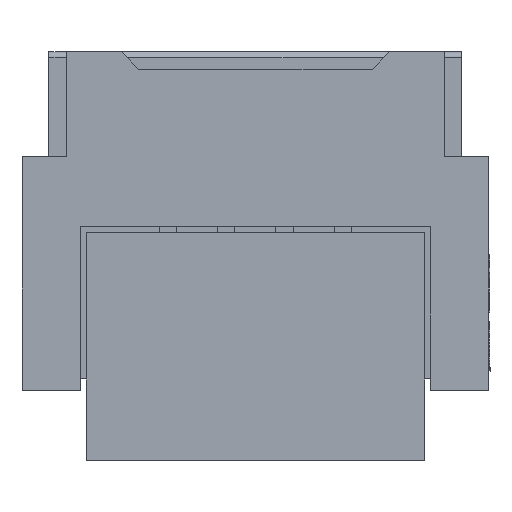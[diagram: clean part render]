
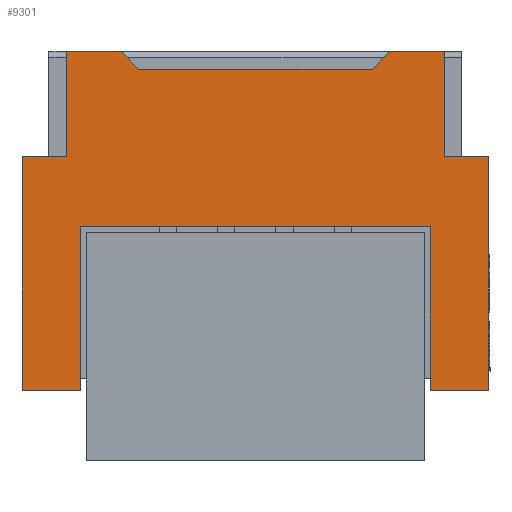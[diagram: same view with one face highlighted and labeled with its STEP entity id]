
A CAD part, top view. The second image highlights one B-rep face of the part: STEP entity #9301.
In plain terms, the highlighted planar face has unit normal (0, 0, 1).
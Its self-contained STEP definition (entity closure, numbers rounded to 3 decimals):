
#53 = CARTESIAN_POINT ( 'NONE',  ( 1.15, 1.75, 1. ) ) ;
#96 = EDGE_CURVE ( 'NONE', #13801, #6282, #13352, .T. ) ;
#171 = CARTESIAN_POINT ( 'NONE',  ( 2., 0.85, 1. ) ) ;
#450 = EDGE_CURVE ( 'NONE', #2186, #13801, #18249, .T. ) ;
#451 = DIRECTION ( 'NONE',  ( 0., -1., 0. ) ) ;
#556 = CARTESIAN_POINT ( 'NONE',  ( 1.62, 0.85, 1. ) ) ;
#568 = VECTOR ( 'NONE', #18601, 1000. ) ;
#757 = VECTOR ( 'NONE', #21091, 1000. ) ;
#1004 = LINE ( 'NONE', #4512, #12650 ) ;
#1054 = DIRECTION ( 'NONE',  ( -1., 0., 0. ) ) ;
#1075 = LINE ( 'NONE', #17445, #15147 ) ;
#1090 = LINE ( 'NONE', #4591, #1901 ) ;
#1237 = LINE ( 'NONE', #20668, #3464 ) ;
#1526 = EDGE_CURVE ( 'NONE', #16999, #11350, #1004, .T. ) ;
#1596 = VECTOR ( 'NONE', #19174, 1000. ) ;
#1759 = EDGE_CURVE ( 'NONE', #4097, #18019, #1090, .T. ) ;
#1901 = VECTOR ( 'NONE', #17678, 1000. ) ;
#2186 = VERTEX_POINT ( 'NONE', #7106 ) ;
#2423 = EDGE_CURVE ( 'NONE', #16844, #15052, #19143, .T. ) ;
#2971 = VERTEX_POINT ( 'NONE', #10783 ) ;
#2980 = CARTESIAN_POINT ( 'NONE',  ( -1.5, -1.15, 1. ) ) ;
#3178 = CARTESIAN_POINT ( 'NONE',  ( 1.62, 1.75, 1. ) ) ;
#3194 = ORIENTED_EDGE ( 'NONE', *, *, #18398, .T. ) ;
#3464 = VECTOR ( 'NONE', #18925, 1000. ) ;
#3521 = DIRECTION ( 'NONE',  ( 0., 1., 0. ) ) ;
#3642 = DIRECTION ( 'NONE',  ( -0.707, 0.707, 0. ) ) ;
#3821 = VERTEX_POINT ( 'NONE', #20931 ) ;
#4097 = VERTEX_POINT ( 'NONE', #3178 ) ;
#4219 = VECTOR ( 'NONE', #16215, 1000. ) ;
#4292 = CARTESIAN_POINT ( 'NONE',  ( -1.62, 0.85, 1. ) ) ;
#4306 = ORIENTED_EDGE ( 'NONE', *, *, #13196, .F. ) ;
#4325 = CARTESIAN_POINT ( 'NONE',  ( -1.15, 1.75, 1. ) ) ;
#4436 = EDGE_CURVE ( 'NONE', #15052, #16999, #14182, .T. ) ;
#4512 = CARTESIAN_POINT ( 'NONE',  ( 2., -1.15, 1. ) ) ;
#4591 = CARTESIAN_POINT ( 'NONE',  ( 2., 1.75, 1. ) ) ;
#4786 = EDGE_CURVE ( 'NONE', #18019, #13637, #21198, .T. ) ;
#5094 = CARTESIAN_POINT ( 'NONE',  ( 1.5, 0.25, 1. ) ) ;
#5628 = CARTESIAN_POINT ( 'NONE',  ( -1.5, 0.25, 1. ) ) ;
#5917 = VERTEX_POINT ( 'NONE', #9691 ) ;
#5949 = ORIENTED_EDGE ( 'NONE', *, *, #15249, .T. ) ;
#5964 = CARTESIAN_POINT ( 'NONE',  ( -1.62, 1.75, 1. ) ) ;
#5977 = LINE ( 'NONE', #14529, #18898 ) ;
#6042 = ORIENTED_EDGE ( 'NONE', *, *, #15225, .F. ) ;
#6104 = ORIENTED_EDGE ( 'NONE', *, *, #4786, .T. ) ;
#6238 = CARTESIAN_POINT ( 'NONE',  ( -0.15, 0.45, 1. ) ) ;
#6282 = VERTEX_POINT ( 'NONE', #5628 ) ;
#6593 = CARTESIAN_POINT ( 'NONE',  ( -2., -1.15, 1. ) ) ;
#7043 = ORIENTED_EDGE ( 'NONE', *, *, #15112, .F. ) ;
#7106 = CARTESIAN_POINT ( 'NONE',  ( 1.5, -1.15, 1. ) ) ;
#7372 = FACE_OUTER_BOUND ( 'NONE', #20872, .T. ) ;
#7751 = DIRECTION ( 'NONE',  ( 1., 0., 0. ) ) ;
#8136 = DIRECTION ( 'NONE',  ( 1., 0., 0. ) ) ;
#8222 = VECTOR ( 'NONE', #3642, 1000. ) ;
#8249 = CARTESIAN_POINT ( 'NONE',  ( 0.15, 0.45, 1. ) ) ;
#8312 = VERTEX_POINT ( 'NONE', #171 ) ;
#8428 = CARTESIAN_POINT ( 'NONE',  ( 1.5, 0.3, 1. ) ) ;
#8613 = LINE ( 'NONE', #11648, #13482 ) ;
#9253 = VECTOR ( 'NONE', #8136, 1000. ) ;
#9301 = ADVANCED_FACE ( 'NONE', ( #7372 ), #10341, .T. ) ;
#9691 = CARTESIAN_POINT ( 'NONE',  ( -1.62, 1.75, 1. ) ) ;
#9694 = ORIENTED_EDGE ( 'NONE', *, *, #4436, .T. ) ;
#10213 = CARTESIAN_POINT ( 'NONE',  ( 1., 1.6, 1. ) ) ;
#10341 = PLANE ( 'NONE',  #12029 ) ;
#10429 = ORIENTED_EDGE ( 'NONE', *, *, #13630, .T. ) ;
#10466 = VECTOR ( 'NONE', #10918, 1000. ) ;
#10783 = CARTESIAN_POINT ( 'NONE',  ( 2., -1.15, 1. ) ) ;
#10918 = DIRECTION ( 'NONE',  ( -1., 0., 0. ) ) ;
#11350 = VERTEX_POINT ( 'NONE', #2980 ) ;
#11648 = CARTESIAN_POINT ( 'NONE',  ( -1.5, -2.55, 1. ) ) ;
#11919 = LINE ( 'NONE', #8249, #8222 ) ;
#11940 = EDGE_CURVE ( 'NONE', #16844, #5917, #20807, .T. ) ;
#12029 = AXIS2_PLACEMENT_3D ( 'NONE', #16026, #19184, #1054 ) ;
#12105 = EDGE_CURVE ( 'NONE', #2186, #2971, #16748, .T. ) ;
#12240 = CARTESIAN_POINT ( 'NONE',  ( 2., -1.15, 1. ) ) ;
#12349 = CARTESIAN_POINT ( 'NONE',  ( 1., 1.6, 1. ) ) ;
#12518 = DIRECTION ( 'NONE',  ( -1., 0., 0. ) ) ;
#12650 = VECTOR ( 'NONE', #7751, 1000. ) ;
#13196 = EDGE_CURVE ( 'NONE', #6282, #11350, #8613, .T. ) ;
#13352 = LINE ( 'NONE', #5094, #19677 ) ;
#13482 = VECTOR ( 'NONE', #451, 1000. ) ;
#13630 = EDGE_CURVE ( 'NONE', #19151, #4097, #1237, .T. ) ;
#13637 = VERTEX_POINT ( 'NONE', #12349 ) ;
#13704 = ORIENTED_EDGE ( 'NONE', *, *, #11940, .F. ) ;
#13801 = VERTEX_POINT ( 'NONE', #19569 ) ;
#13846 = ORIENTED_EDGE ( 'NONE', *, *, #96, .F. ) ;
#14182 = LINE ( 'NONE', #17814, #4219 ) ;
#14306 = CARTESIAN_POINT ( 'NONE',  ( -2., 0.85, 1. ) ) ;
#14529 = CARTESIAN_POINT ( 'NONE',  ( 1.62, 0.85, 1. ) ) ;
#15036 = LINE ( 'NONE', #10213, #9253 ) ;
#15052 = VERTEX_POINT ( 'NONE', #14306 ) ;
#15112 = EDGE_CURVE ( 'NONE', #19151, #8312, #5977, .T. ) ;
#15145 = VECTOR ( 'NONE', #3521, 1000. ) ;
#15147 = VECTOR ( 'NONE', #12518, 1000. ) ;
#15225 = EDGE_CURVE ( 'NONE', #3821, #13637, #15036, .T. ) ;
#15249 = EDGE_CURVE ( 'NONE', #3821, #20605, #11919, .T. ) ;
#15450 = ORIENTED_EDGE ( 'NONE', *, *, #450, .F. ) ;
#15482 = CARTESIAN_POINT ( 'NONE',  ( -1.62, 0.85, 1. ) ) ;
#15723 = ORIENTED_EDGE ( 'NONE', *, *, #1759, .T. ) ;
#16026 = CARTESIAN_POINT ( 'NONE',  ( 0., 0.3, 1. ) ) ;
#16215 = DIRECTION ( 'NONE',  ( 0., -1., 0. ) ) ;
#16246 = DIRECTION ( 'NONE',  ( 1., 0., 0. ) ) ;
#16748 = LINE ( 'NONE', #16846, #568 ) ;
#16768 = DIRECTION ( 'NONE',  ( -1., 0., 0. ) ) ;
#16844 = VERTEX_POINT ( 'NONE', #15482 ) ;
#16846 = CARTESIAN_POINT ( 'NONE',  ( 2., -1.15, 1. ) ) ;
#16903 = ORIENTED_EDGE ( 'NONE', *, *, #19789, .T. ) ;
#16999 = VERTEX_POINT ( 'NONE', #6593 ) ;
#17445 = CARTESIAN_POINT ( 'NONE',  ( 2., 1.75, 1. ) ) ;
#17678 = DIRECTION ( 'NONE',  ( -1., 0., 0. ) ) ;
#17814 = CARTESIAN_POINT ( 'NONE',  ( -2., -1.15, 1. ) ) ;
#18019 = VERTEX_POINT ( 'NONE', #53 ) ;
#18085 = DIRECTION ( 'NONE',  ( 0., 1., 0. ) ) ;
#18249 = LINE ( 'NONE', #8428, #15145 ) ;
#18398 = EDGE_CURVE ( 'NONE', #20605, #5917, #1075, .T. ) ;
#18601 = DIRECTION ( 'NONE',  ( 1., 0., 0. ) ) ;
#18898 = VECTOR ( 'NONE', #16246, 1000. ) ;
#18925 = DIRECTION ( 'NONE',  ( 0., 1., 0. ) ) ;
#19143 = LINE ( 'NONE', #4292, #10466 ) ;
#19151 = VERTEX_POINT ( 'NONE', #556 ) ;
#19174 = DIRECTION ( 'NONE',  ( 0., 1., 0. ) ) ;
#19184 = DIRECTION ( 'NONE',  ( 0., 0., 1. ) ) ;
#19569 = CARTESIAN_POINT ( 'NONE',  ( 1.5, 0.25, 1. ) ) ;
#19677 = VECTOR ( 'NONE', #16768, 1000. ) ;
#19789 = EDGE_CURVE ( 'NONE', #2971, #8312, #20461, .T. ) ;
#20256 = ORIENTED_EDGE ( 'NONE', *, *, #1526, .T. ) ;
#20461 = LINE ( 'NONE', #12240, #21423 ) ;
#20605 = VERTEX_POINT ( 'NONE', #4325 ) ;
#20668 = CARTESIAN_POINT ( 'NONE',  ( 1.62, 1.75, 1. ) ) ;
#20807 = LINE ( 'NONE', #5964, #1596 ) ;
#20872 = EDGE_LOOP ( 'NONE', ( #6042, #5949, #3194, #13704, #21069, #9694, #20256, #4306, #13846, #15450, #21001, #16903, #7043, #10429, #15723, #6104 ) ) ;
#20931 = CARTESIAN_POINT ( 'NONE',  ( -1., 1.6, 1. ) ) ;
#21001 = ORIENTED_EDGE ( 'NONE', *, *, #12105, .T. ) ;
#21069 = ORIENTED_EDGE ( 'NONE', *, *, #2423, .T. ) ;
#21091 = DIRECTION ( 'NONE',  ( -0.707, -0.707, 0. ) ) ;
#21198 = LINE ( 'NONE', #6238, #757 ) ;
#21423 = VECTOR ( 'NONE', #18085, 1000. ) ;
